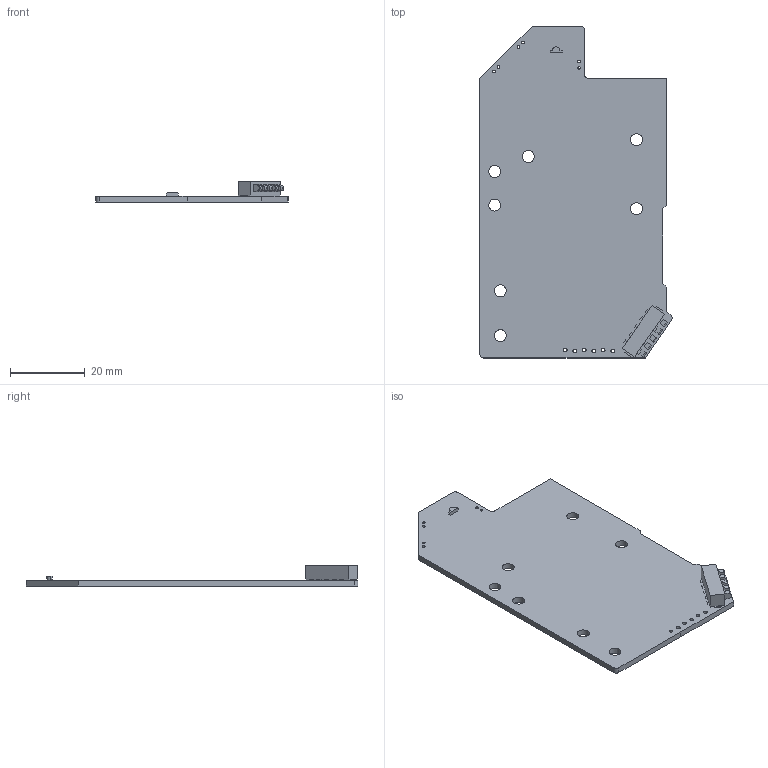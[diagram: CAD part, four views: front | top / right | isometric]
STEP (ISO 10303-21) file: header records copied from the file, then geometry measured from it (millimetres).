
FILE_DESCRIPTION(('KiCad electronic assembly'),'2;1');
FILE_NAME('mobo.step','2023-02-28T17:23:06',('Pcbnew'),('Kicad'), 'Open CASCADE STEP processor 7.6','KiCad to STEP converter','Unknown' );
FILE_SCHEMA(('AUTOMOTIVE_DESIGN { 1 0 10303 214 1 1 1 1 }'));
Length unit declared in the file: millimetre
Products named in the file (6): mobo 1; MHS110FRGBCT; SOLID; AVX-9155-005-541; mobo PCB
Assembly tree (5 placements, depth 3):
  mobo 1
    MHS110FRGBCT
      SOLID
    AVX-9155-005-541
      SOLID
    mobo PCB
Bounding box: 51.57 x 89 x 5.45 mm (x, y, z)
Volume: 6545.5 mm3; surface area: 8799.2 mm2
Topology: 3 solids, 3 shells, 138 faces, 367 edges, 240 vertices
Faces by surface type: bspline 98, cylinder 24, plane 16
Full cylindrical faces by diameter (mm): 0.7 x6, 1 x6, 3.2 x7
Entity records: 8522 total; most frequent: CARTESIAN_POINT 2664, ORIENTED_EDGE 734, PCURVE 734, DEFINITIONAL_REPRESENTATION 734, B_SPLINE_CURVE_WITH_KNOTS 715, DIRECTION 482, EDGE_CURVE 367, SURFACE_CURVE 348
